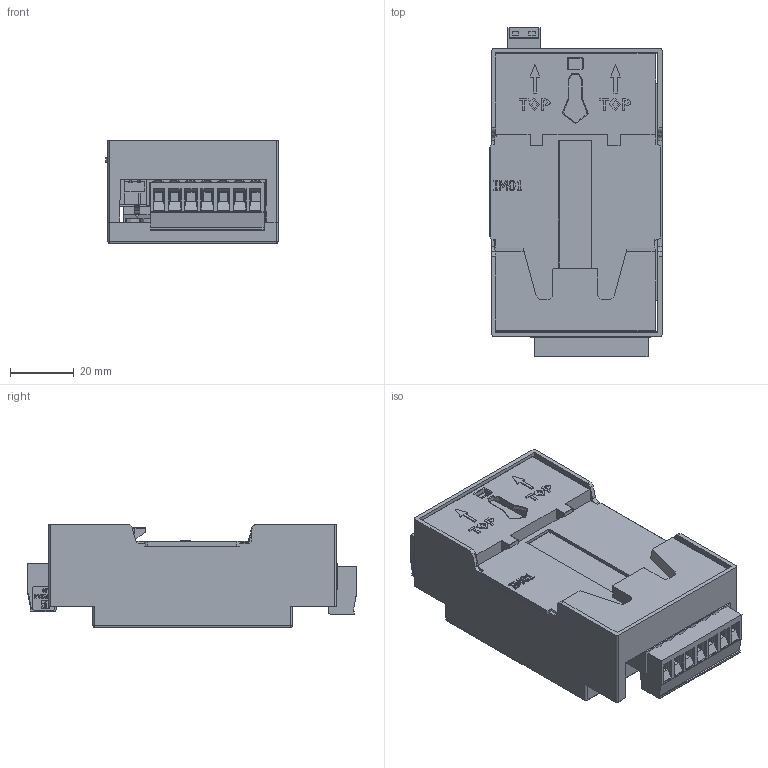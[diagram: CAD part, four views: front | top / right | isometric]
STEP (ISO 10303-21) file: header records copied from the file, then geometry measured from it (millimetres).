
FILE_DESCRIPTION(/* description */ (''),/* implementation_level */ '2;1');
FILE_NAME(/* name */ 'R-KEY-LT.stp',/* time_stamp */ '2019-10-03T12:26:56+02:00',/* author */ ('zambolin'),/* organization */ (''),/* preprocessor_version */ 'ST-DEVELOPER v18',/* originating_system */ 'Autodesk Inventor 2020',/* authorisation */ '');
FILE_SCHEMA (('AUTOMOTIVE_DESIGN { 1 0 10303 214 3 1 1 }'));
Products named in the file (6): Assieme1; 3MHC33-A_XTS; BASE_3M-XT; CS04494full; pxc_1757019_06_MSTB-2-5-2-ST-5-08_3D; pxc_1757064_04_MSTB-2-5-7-ST-5-08_3D
Assembly tree (5 placements, depth 2):
  Assieme1
    3MHC33-A_XTS
    BASE_3M-XT
    CS04494full
    pxc_1757019_06_MSTB-2-5-2-ST-5-08_3D
    pxc_1757064_04_MSTB-2-5-7-ST-5-08_3D
Bounding box: 53.9 x 103.22 x 32.2 mm (x, y, z)
Volume: 47251.6 mm3; surface area: 61631.3 mm2
Topology: 23 solids, 23 shells, 2725 faces, 7490 edges, 4916 vertices
Faces by surface type: plane 2066, cylinder 482, bspline 102, sphere 41, torus 22, cone 12
Full cylindrical faces by diameter (mm): 0.3 x9, 0.38 x1, 0.6 x8, 0.609 x1, 0.635 x29, 0.8 x8, 0.85 x2, 0.9 x6, 1 x8, 1.016 x4, 1.4 x11, 1.53 x2, 1.6 x2, 1.8 x7, 2.45 x1, 2.8 x7, 3 x2, 3.2 x4, 3.5 x1, 3.783 x7, 4 x9
Entity records: 89987 total; most frequent: CARTESIAN_POINT 18096, ORIENTED_EDGE 14910, DIRECTION 13803, EDGE_CURVE 7455, LINE 5833, VECTOR 5833, VERTEX_POINT 4916, AXIS2_PLACEMENT_3D 3985
